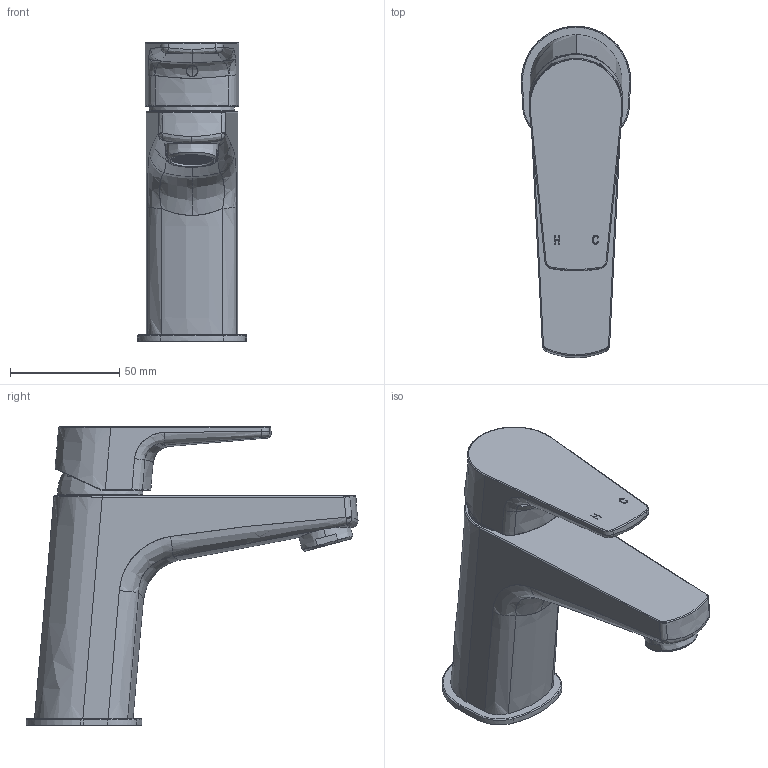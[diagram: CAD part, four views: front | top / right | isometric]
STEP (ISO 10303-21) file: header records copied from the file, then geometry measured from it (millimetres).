
FILE_DESCRIPTION(/* description */ (''),/* implementation_level */ '2;1');
FILE_NAME(/* name */ 'STEP - A075032418_9508807',/* time_stamp */ '2025-03-18T10:46:28+11:00',/* author */ (''),/* organization */ (''),/* preprocessor_version */ 'ST-DEVELOPER v16.5',/* originating_system */ 'Rhino 7.37',/* authorisation */ '');
FILE_SCHEMA (('AUTOMOTIVE_DESIGN'));
Products named in the file (1): Document
Bounding box: 50 x 151.95 x 136.7 mm (x, y, z)
Surface area: 78633.1 mm2 (no closed solid volume)
Topology: 0 solids, 47 shells, 3197 faces, 9543 edges, 6175 vertices
Faces by surface type: plane 2554, bspline 511, cylinder 132
Entity records: 205372 total; most frequent: CARTESIAN_POINT 140961, ORIENTED_EDGE 18358, EDGE_CURVE 9508, B_SPLINE_CURVE_WITH_KNOTS 9506, VERTEX_POINT 6171, EDGE_LOOP 4471, ADVANCED_FACE 3196, FACE_OUTER_BOUND 3196
